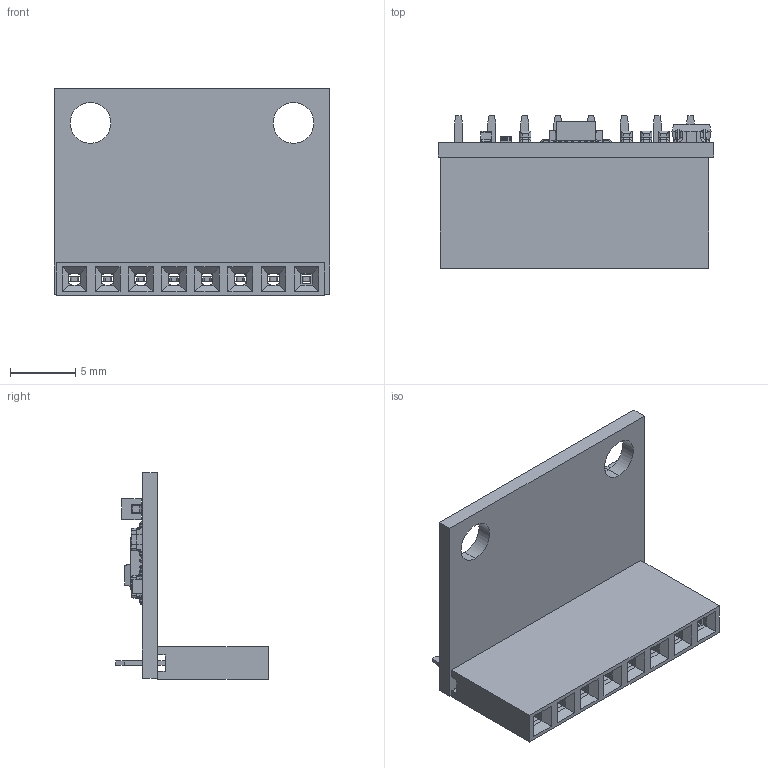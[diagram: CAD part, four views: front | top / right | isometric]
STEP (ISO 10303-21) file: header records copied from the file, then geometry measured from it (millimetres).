
FILE_DESCRIPTION (( 'STEP AP214' ), '1' );
FILE_NAME ('IMU GY-521.STEP', '2020-08-24T00:28:20', ( '' ), ( '' ), 'SwSTEP 2.0', 'SolidWorks 2018', '' );
FILE_SCHEMA (( 'AUTOMOTIVE_DESIGN' ));
Length unit declared in the file: millimetre
Products named in the file (1): IMU GY-521
Bounding box: 21.11 x 11.7 x 15.86 mm (x, y, z)
Surface area: 1929.5 mm2 (no closed solid volume)
Topology: 0 solids, 16 shells, 927 faces, 2826 edges, 1778 vertices
Faces by surface type: plane 438, cylinder 319, bspline 170
Entity records: 44069 total; most frequent: CARTESIAN_POINT 10915, ORIENTED_EDGE 4638, DIRECTION 4419, EDGE_CURVE 2754, VERTEX_POINT 1778, VECTOR 1695, LINE 1695, AXIS2_PLACEMENT_3D 1362
